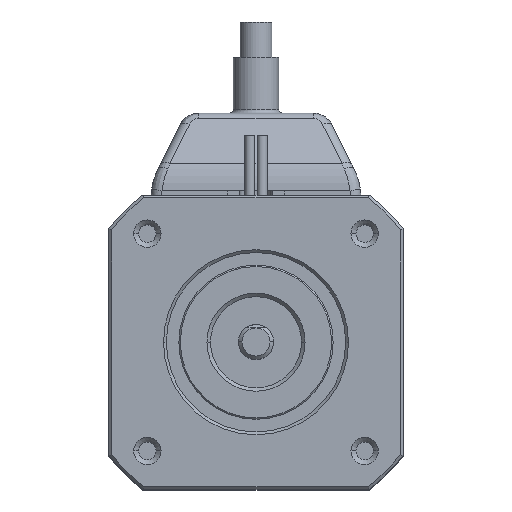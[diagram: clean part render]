
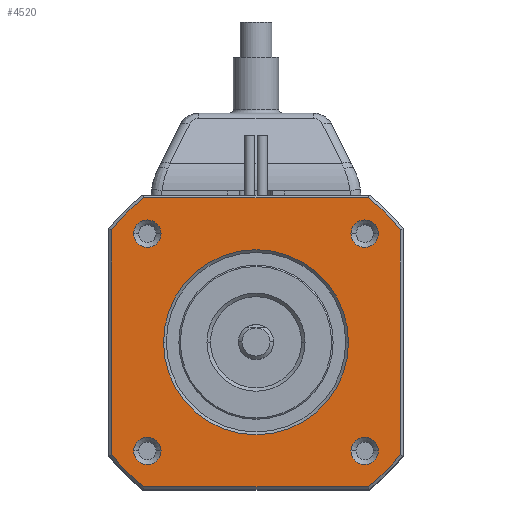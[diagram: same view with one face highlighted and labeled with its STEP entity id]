
A CAD part, top view. The second image highlights one B-rep face of the part: STEP entity #4520.
In plain terms, the highlighted planar face has unit normal (0, 0, 1).
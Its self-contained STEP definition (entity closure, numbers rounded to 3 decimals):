
#2940=CARTESIAN_POINT('',(-20.6,-20.6,0.));
#2950=DIRECTION('',(0.,0.,1.));
#2960=DIRECTION('',(1.,0.,-0.));
#2970=AXIS2_PLACEMENT_3D('',#2940,#2950,#2960);
#2980=PLANE('',#2970);
#2990=CARTESIAN_POINT('',(0.,0.,0.))
;
#3000=DIRECTION('',(-0.,-0.,1.));
#3010=DIRECTION('',(-1.,0.,-0.));
#3020=AXIS2_PLACEMENT_3D('',#2990,#3000,#3010);
#3030=CIRCLE('',#3020,26.1);
#3040=CARTESIAN_POINT('',(-20.6,-16.027,
0.));
#3050=VERTEX_POINT('',#3040);
#3060=CARTESIAN_POINT('',(-16.027,-20.6,0.));
#3070=VERTEX_POINT('',#3060);
#3080=EDGE_CURVE('',#3050,#3070,#3030,.T.);
#3090=ORIENTED_EDGE('',*,*,#3080,.T.);
#3100=CARTESIAN_POINT('',(-20.6,0.,0.));
#3110=DIRECTION('',(0.,1.,-0.));
#3120=VECTOR('',#3110,1.);
#3130=LINE('',#3100,#3120);
#3140=CARTESIAN_POINT('',(-20.6,16.027,0.));
#3150=VERTEX_POINT('',#3140);
#3160=EDGE_CURVE('',#3050,#3150,#3130,.T.);
#3170=ORIENTED_EDGE('',*,*,#3160,.F.);
#3180=CARTESIAN_POINT('',(0.,0.,0.))
;
#3190=DIRECTION('',(-0.,-0.,1.));
#3200=DIRECTION('',(-1.,0.,-0.));
#3210=AXIS2_PLACEMENT_3D('',#3180,#3190,#3200);
#3220=CIRCLE('',#3210,26.1);
#3230=CARTESIAN_POINT('',(-16.027,20.6,
0.));
#3240=VERTEX_POINT('',#3230);
#3250=EDGE_CURVE('',#3240,#3150,#3220,.T.);
#3260=ORIENTED_EDGE('',*,*,#3250,.T.);
#3270=CARTESIAN_POINT('',(0.,20.6,0.));
#3280=DIRECTION('',(1.,0.,-0.));
#3290=VECTOR('',#3280,1.);
#3300=LINE('',#3270,#3290);
#3310=CARTESIAN_POINT('',(16.027,20.6,0.));
#3320=VERTEX_POINT('',#3310);
#3330=EDGE_CURVE('',#3240,#3320,#3300,.T.);
#3340=ORIENTED_EDGE('',*,*,#3330,.F.);
#3350=CARTESIAN_POINT('',(0.,0.,0.
));
#3360=DIRECTION('',(-0.,-0.,1.));
#3370=DIRECTION('',(-1.,0.,-0.));
#3380=AXIS2_PLACEMENT_3D('',#3350,#3360,#3370);
#3390=CIRCLE('',#3380,26.1);
#3400=CARTESIAN_POINT('',(20.6,16.027,0.));
#3410=VERTEX_POINT('',#3400);
#3420=EDGE_CURVE('',#3410,#3320,#3390,.T.);
#3430=ORIENTED_EDGE('',*,*,#3420,.T.);
#3440=CARTESIAN_POINT('',(20.6,0.,-0.));
#3450=DIRECTION('',(0.,-1.,0.));
#3460=VECTOR('',#3450,1.);
#3470=LINE('',#3440,#3460);
#3480=CARTESIAN_POINT('',(20.6,-16.027,0.));
#3490=VERTEX_POINT('',#3480);
#3500=EDGE_CURVE('',#3410,#3490,#3470,.T.);
#3510=ORIENTED_EDGE('',*,*,#3500,.F.);
#3520=CARTESIAN_POINT('',(0.,0.,0.)
);
#3530=DIRECTION('',(-0.,-0.,1.));
#3540=DIRECTION('',(-1.,0.,-0.));
#3550=AXIS2_PLACEMENT_3D('',#3520,#3530,#3540);
#3560=CIRCLE('',#3550,26.1);
#3570=CARTESIAN_POINT('',(16.027,-20.6,0.));
#3580=VERTEX_POINT('',#3570);
#3590=EDGE_CURVE('',#3580,#3490,#3560,.T.);
#3600=ORIENTED_EDGE('',*,*,#3590,.T.);
#3610=CARTESIAN_POINT('',(0.,-20.6,0.));
#3620=DIRECTION('',(-1.,0.,0.));
#3630=VECTOR('',#3620,1.);
#3640=LINE('',#3610,#3630);
#3650=EDGE_CURVE('',#3580,#3070,#3640,.T.);
#3660=ORIENTED_EDGE('',*,*,#3650,.F.);
#3670=EDGE_LOOP('',(#3660,#3600,#3510,#3430,#3340,#3260,#3170,#3090));
#3680=FACE_OUTER_BOUND('',#3670,.T.);
#3690=CARTESIAN_POINT('',(15.5,15.5,0.));
#3700=DIRECTION('',(-0.,-0.,-1.));
#3710=DIRECTION('',(1.,0.,0.));
#3720=AXIS2_PLACEMENT_3D('',#3690,#3700,#3710);
#3730=CIRCLE('',#3720,1.95);
#3740=CARTESIAN_POINT('',(17.45,15.5,0.));
#3750=VERTEX_POINT('',#3740);
#3760=CARTESIAN_POINT('',(13.55,15.5,0.));
#3770=VERTEX_POINT('',#3760);
#3780=EDGE_CURVE('',#3750,#3770,#3730,.T.);
#3790=ORIENTED_EDGE('',*,*,#3780,.T.);
#3800=EDGE_CURVE('',#3770,#3750,#3730,.T.);
#3810=ORIENTED_EDGE('',*,*,#3800,.T.);
#3820=EDGE_LOOP('',(#3810,#3790));
#3830=FACE_BOUND('',#3820,.T.);
#3840=CARTESIAN_POINT('',(-15.5,15.5,0.));
#3850=DIRECTION('',(-0.,-0.,-1.));
#3860=DIRECTION('',(1.,0.,0.));
#3870=AXIS2_PLACEMENT_3D('',#3840,#3850,#3860);
#3880=CIRCLE('',#3870,1.95);
#3890=CARTESIAN_POINT('',(-13.55,15.5,0.));
#3900=VERTEX_POINT('',#3890);
#3910=CARTESIAN_POINT('',(-17.45,15.5,0.));
#3920=VERTEX_POINT('',#3910);
#3930=EDGE_CURVE('',#3900,#3920,#3880,.T.);
#3940=ORIENTED_EDGE('',*,*,#3930,.T.);
#3950=CARTESIAN_POINT('',(-15.5,17.45,0.));
#3960=VERTEX_POINT('',#3950);
#3970=EDGE_CURVE('',#3960,#3900,#3880,.T.);
#3980=ORIENTED_EDGE('',*,*,#3970,.T.);
#3990=EDGE_CURVE('',#3920,#3960,#3880,.T.);
#4000=ORIENTED_EDGE('',*,*,#3990,.T.);
#4010=EDGE_LOOP('',(#4000,#3980,#3940));
#4020=FACE_BOUND('',#4010,.T.);
#4030=CARTESIAN_POINT('',(-15.5,-15.5,0.));
#4040=DIRECTION('',(-0.,-0.,-1.));
#4050=DIRECTION('',(1.,0.,0.));
#4060=AXIS2_PLACEMENT_3D('',#4030,#4040,#4050);
#4070=CIRCLE('',#4060,1.95);
#4080=CARTESIAN_POINT('',(-13.55,-15.5,0.));
#4090=VERTEX_POINT('',#4080);
#4100=CARTESIAN_POINT('',(-17.45,-15.5,0.));
#4110=VERTEX_POINT('',#4100);
#4120=EDGE_CURVE('',#4090,#4110,#4070,.T.);
#4130=ORIENTED_EDGE('',*,*,#4120,.T.);
#4140=EDGE_CURVE('',#4110,#4090,#4070,.T.);
#4150=ORIENTED_EDGE('',*,*,#4140,.T.);
#4160=EDGE_LOOP('',(#4150,#4130));
#4170=FACE_BOUND('',#4160,.T.);
#4180=CARTESIAN_POINT('',(15.5,-15.5,0.));
#4190=DIRECTION('',(-0.,-0.,-1.));
#4200=DIRECTION('',(1.,0.,0.));
#4210=AXIS2_PLACEMENT_3D('',#4180,#4190,#4200);
#4220=CIRCLE('',#4210,1.95);
#4230=CARTESIAN_POINT('',(17.45,-15.5,0.));
#4240=VERTEX_POINT('',#4230);
#4250=CARTESIAN_POINT('',(13.55,-15.5,0.));
#4260=VERTEX_POINT('',#4250);
#4270=EDGE_CURVE('',#4240,#4260,#4220,.T.);
#4280=ORIENTED_EDGE('',*,*,#4270,.T.);
#4290=CARTESIAN_POINT('',(15.5,-13.55,0.));
#4300=VERTEX_POINT('',#4290);
#4310=EDGE_CURVE('',#4300,#4240,#4220,.T.);
#4320=ORIENTED_EDGE('',*,*,#4310,.T.);
#4330=EDGE_CURVE('',#4260,#4300,#4220,.T.);
#4340=ORIENTED_EDGE('',*,*,#4330,.T.);
#4350=EDGE_LOOP('',(#4340,#4320,#4280));
#4360=FACE_BOUND('',#4350,.T.);
#4370=CARTESIAN_POINT('',(0.,0.,
0.));
#4380=DIRECTION('',(-0.,-0.,-1.));
#4390=DIRECTION('',(1.,0.,0.));
#4400=AXIS2_PLACEMENT_3D('',#4370,#4380,#4390);
#4410=CIRCLE('',#4400,13.2);
#4420=CARTESIAN_POINT('',(13.2,0.,0.));
#4430=VERTEX_POINT('',#4420);
#4440=CARTESIAN_POINT('',(-13.2,0.,
0.));
#4450=VERTEX_POINT('',#4440);
#4460=EDGE_CURVE('',#4430,#4450,#4410,.T.);
#4470=ORIENTED_EDGE('',*,*,#4460,.T.);
#4480=EDGE_CURVE('',#4450,#4430,#4410,.T.);
#4490=ORIENTED_EDGE('',*,*,#4480,.T.);
#4500=EDGE_LOOP('',(#4490,#4470));
#4510=FACE_BOUND('',#4500,.T.);
#4520=ADVANCED_FACE('',(#3680,#3830,#4020,#4170,#4360,#4510),#2980,.T.);
